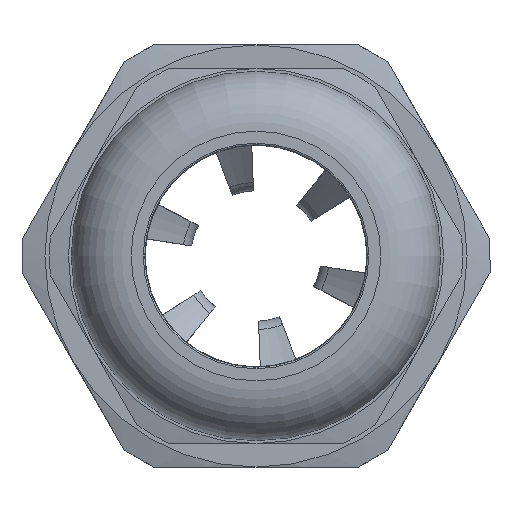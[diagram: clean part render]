
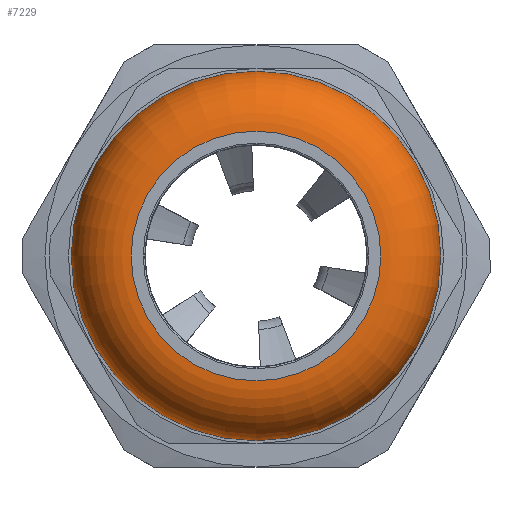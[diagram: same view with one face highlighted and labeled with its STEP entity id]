
A CAD part, left-side view. The second image highlights one B-rep face of the part: STEP entity #7229.
In plain terms, the highlighted toroidal (fillet/blend) face has major radius 7.985 mm and minor radius 3.83 mm.
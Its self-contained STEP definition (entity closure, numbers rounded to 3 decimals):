
#72=TOROIDAL_SURFACE('',#7754,7.985,3.83);
#206=FACE_BOUND('',#1349,.T.);
#473=CIRCLE('',#7750,7.985);
#475=CIRCLE('',#7755,11.815);
#918=FACE_OUTER_BOUND('',#1348,.T.);
#1348=EDGE_LOOP('',(#4958));
#1349=EDGE_LOOP('',(#4959));
#2962=VERTEX_POINT('',#12350);
#2964=VERTEX_POINT('',#12357);
#3748=EDGE_CURVE('',#2962,#2962,#473,.T.);
#3750=EDGE_CURVE('',#2964,#2964,#475,.T.);
#4958=ORIENTED_EDGE('',*,*,#3748,.T.);
#4959=ORIENTED_EDGE('',*,*,#3750,.F.);
#7229=ADVANCED_FACE('',(#918,#206),#72,.T.);
#7750=AXIS2_PLACEMENT_3D('',#12351,#8707,#8708);
#7754=AXIS2_PLACEMENT_3D('',#12356,#8715,#8716);
#7755=AXIS2_PLACEMENT_3D('',#12358,#8717,#8718);
#8707=DIRECTION('center_axis',(1.,0.,0.));
#8708=DIRECTION('ref_axis',(0.,0.,-1.));
#8715=DIRECTION('center_axis',(1.,0.,0.));
#8716=DIRECTION('ref_axis',(0.,0.,-1.));
#8717=DIRECTION('center_axis',(1.,0.,0.));
#8718=DIRECTION('ref_axis',(0.,0.,-1.));
#12350=CARTESIAN_POINT('',(-17.27,7.985,0.));
#12351=CARTESIAN_POINT('Origin',(-17.27,0.,0.));
#12356=CARTESIAN_POINT('Origin',(-13.44,0.,0.));
#12357=CARTESIAN_POINT('',(-13.44,11.815,0.));
#12358=CARTESIAN_POINT('Origin',(-13.44,0.,0.));
